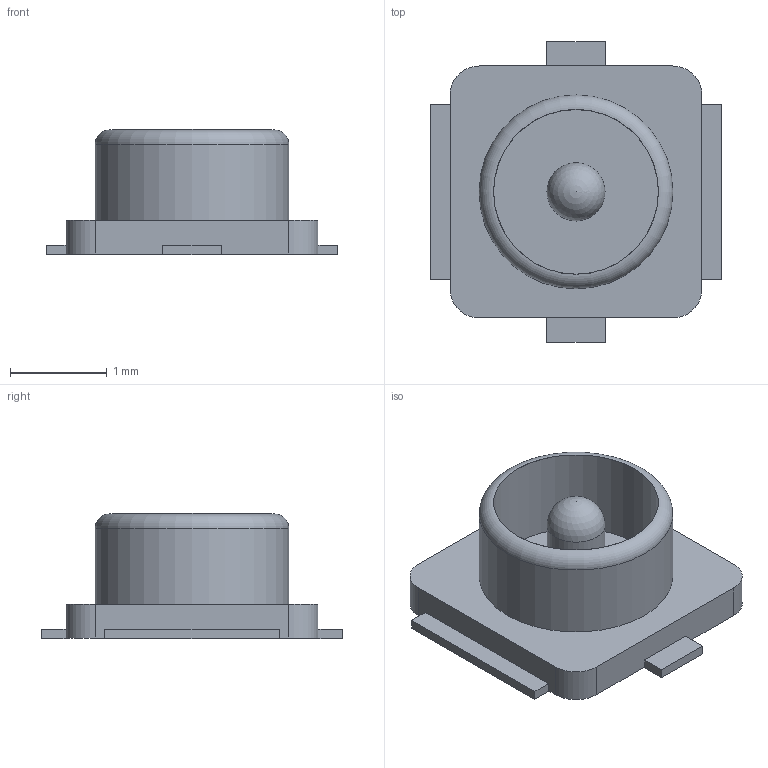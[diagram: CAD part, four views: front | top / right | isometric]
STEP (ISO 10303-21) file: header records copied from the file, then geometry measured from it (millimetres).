
FILE_DESCRIPTION(('FreeCAD Model'),'2;1');
FILE_NAME('Open CASCADE Shape Model','2022-09-11T13:24:52',(''),(''), 'Open CASCADE STEP processor 7.5','FreeCAD','Unknown');
FILE_SCHEMA(('AUTOMOTIVE_DESIGN { 1 0 10303 214 1 1 1 1 }'));
Length unit declared in the file: millimetre
Products named in the file (1): IPEX U.FL-R-SMT
Bounding box: 3 x 3.1 x 1.3 mm (x, y, z)
Volume: 3.5 mm3; surface area: 31.1 mm2
Topology: 1 solids, 1 shells, 60 faces, 159 edges, 104 vertices
Faces by surface type: plane 48, cylinder 10, torus 1, sphere 1
Full cylindrical faces by diameter (mm): 0.3 x1, 0.6 x1, 1.7 x1, 2 x1
Entity records: 4229 total; most frequent: CARTESIAN_POINT 793, DIRECTION 541, LINE 365, VECTOR 365, ORIENTED_EDGE 316, PCURVE 316, DEFINITIONAL_REPRESENTATION 316, EDGE_CURVE 158
